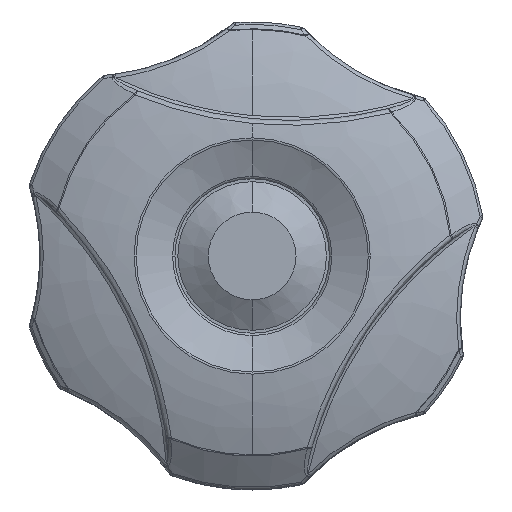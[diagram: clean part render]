
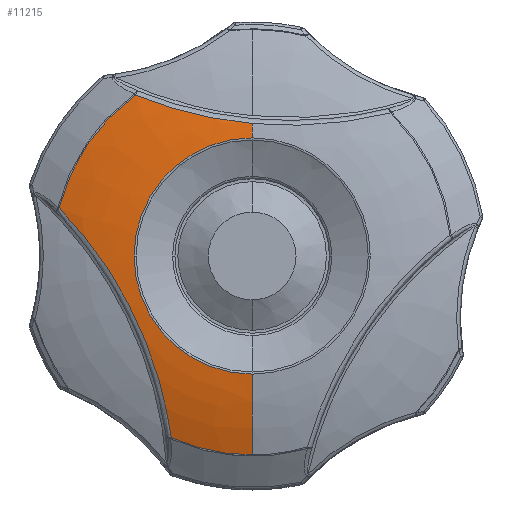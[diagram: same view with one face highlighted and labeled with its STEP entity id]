
A CAD part, left-side view. The second image highlights one B-rep face of the part: STEP entity #11215.
In plain terms, the highlighted toroidal (fillet/blend) face has major radius 6.511 mm and minor radius 30.6 mm.
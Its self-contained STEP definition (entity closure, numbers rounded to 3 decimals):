
#346 = DIRECTION ( 'NONE',  ( 0., 0., 1. ) ) ;
#439 = CARTESIAN_POINT ( 'NONE',  ( 8.796, 0., -6.511 ) ) ;
#1028 = VERTEX_POINT ( 'NONE', #5952 ) ;
#1117 = EDGE_CURVE ( 'NONE', #4423, #16694, #16859, .T. ) ;
#1151 = CARTESIAN_POINT ( 'NONE',  ( -20.429, 8.417, 13.15 ) ) ;
#1280 = DIRECTION ( 'NONE',  ( 0., 0., 1. ) ) ;
#1636 = AXIS2_PLACEMENT_3D ( 'NONE', #16387, #12345, #3485 ) ;
#2150 = EDGE_CURVE ( 'NONE', #2809, #18222, #13372, .T. ) ;
#2277 = AXIS2_PLACEMENT_3D ( 'NONE', #3352, #13430, #6456 ) ;
#2304 = CARTESIAN_POINT ( 'NONE',  ( -21.259, 3.448, 11.803 ) ) ;
#2367 = DIRECTION ( 'NONE',  ( 1., 0., 0. ) ) ;
#2526 = AXIS2_PLACEMENT_3D ( 'NONE', #15280, #16776, #2367 ) ;
#2731 = CARTESIAN_POINT ( 'NONE',  ( -21.224, 8.369, -9.265 ) ) ;
#2809 = VERTEX_POINT ( 'NONE', #5881 ) ;
#2931 = CARTESIAN_POINT ( 'NONE',  ( -21.304, 8.676, -8.378 ) ) ;
#3005 = ORIENTED_EDGE ( 'NONE', *, *, #1117, .T. ) ;
#3352 = CARTESIAN_POINT ( 'NONE',  ( -21.593, 0., 0. ) ) ;
#3427 = CIRCLE ( 'NONE', #2526, 30.6 ) ;
#3485 = DIRECTION ( 'NONE',  ( 0., -1., 0. ) ) ;
#3586 = EDGE_CURVE ( 'NONE', #1028, #4423, #4042, .T. ) ;
#4042 = CIRCLE ( 'NONE', #10047, 17.001 ) ;
#4081 = EDGE_CURVE ( 'NONE', #5080, #10690, #3427, .T. ) ;
#4150 = CARTESIAN_POINT ( 'NONE',  ( -20.996, 7.831, -11.044 ) ) ;
#4331 = ORIENTED_EDGE ( 'NONE', *, *, #12785, .T. ) ;
#4343 = CARTESIAN_POINT ( 'NONE',  ( -21.405, 10.996, -3.279 ) ) ;
#4423 = VERTEX_POINT ( 'NONE', #14562 ) ;
#4651 = AXIS2_PLACEMENT_3D ( 'NONE', #439, #7684, #346 ) ;
#4740 = EDGE_CURVE ( 'NONE', #5080, #1028, #16538, .T. ) ;
#4876 = DIRECTION ( 'NONE',  ( 0., 0., -1. ) ) ;
#5080 = VERTEX_POINT ( 'NONE', #16713 ) ;
#5335 = CARTESIAN_POINT ( 'NONE',  ( -20.943, 5.97, 12.391 ) ) ;
#5461 = AXIS2_PLACEMENT_3D ( 'NONE', #8414, #12927, #15853 ) ;
#5484 = CARTESIAN_POINT ( 'NONE',  ( -19.949, 6.914, -15.532 ) ) ;
#5760 = CARTESIAN_POINT ( 'NONE',  ( -21.43, 9.737, -5.77 ) ) ;
#5881 = CARTESIAN_POINT ( 'NONE',  ( -19.949, 0., -17.001 ) ) ;
#5952 = CARTESIAN_POINT ( 'NONE',  ( -19.949, 9.994, 13.753 ) ) ;
#6456 = DIRECTION ( 'NONE',  ( 0., -1., 0. ) ) ;
#6724 = CARTESIAN_POINT ( 'NONE',  ( -21.411, 0.863, 11.398 ) ) ;
#6775 = FACE_OUTER_BOUND ( 'NONE', #14621, .T. ) ;
#7684 = DIRECTION ( 'NONE',  ( 0., 1., 0. ) ) ;
#7879 = ORIENTED_EDGE ( 'NONE', *, *, #4081, .F. ) ;
#8058 = CARTESIAN_POINT ( 'NONE',  ( -21.174, 4.297, 11.98 ) ) ;
#8122 = ORIENTED_EDGE ( 'NONE', *, *, #15398, .F. ) ;
#8139 = CARTESIAN_POINT ( 'NONE',  ( -19.949, 6.914, -15.532 ) ) ;
#8254 = EDGE_CURVE ( 'NONE', #14093, #10690, #14129, .T. ) ;
#8414 = CARTESIAN_POINT ( 'NONE',  ( -21.593, 0., 0. ) ) ;
#8459 = ORIENTED_EDGE ( 'NONE', *, *, #4740, .T. ) ;
#8572 = CARTESIAN_POINT ( 'NONE',  ( -21.304, 11.942, -1.681 ) ) ;
#8613 = CIRCLE ( 'NONE', #2277, 10.093 ) ;
#8661 = CARTESIAN_POINT ( 'NONE',  ( -20.463, 7.203, -13.735 ) ) ;
#8672 = ORIENTED_EDGE ( 'NONE', *, *, #2150, .T. ) ;
#8717 = ORIENTED_EDGE ( 'NONE', *, *, #8254, .T. ) ;
#9371 = CARTESIAN_POINT ( 'NONE',  ( -21.593, 0., 10.093 ) ) ;
#9474 = CARTESIAN_POINT ( 'NONE',  ( -21.377, 1.728, 11.512 ) ) ;
#9785 = CARTESIAN_POINT ( 'NONE',  ( -20.229, 15.869, 3.464 ) ) ;
#10047 = AXIS2_PLACEMENT_3D ( 'NONE', #13092, #12318, #4876 ) ;
#10083 = CARTESIAN_POINT ( 'NONE',  ( -21.429, 10.555, -4.096 ) ) ;
#10690 = VERTEX_POINT ( 'NONE', #9371 ) ;
#11215 = ADVANCED_FACE ( 'NONE', ( #6775 ), #18122, .T. ) ;
#11494 = CARTESIAN_POINT ( 'NONE',  ( -20.997, 13.518, 0.62 ) ) ;
#12318 = DIRECTION ( 'NONE',  ( -1., 0., 0. ) ) ;
#12343 = CARTESIAN_POINT ( 'NONE',  ( -21.593, 0., -10.093 ) ) ;
#12345 = DIRECTION ( 'NONE',  ( 1., 0., 0. ) ) ;
#12389 = CARTESIAN_POINT ( 'NONE',  ( -20.208, 9.217, 13.441 ) ) ;
#12443 = AXIS2_PLACEMENT_3D ( 'NONE', #15618, #14198, #1280 ) ;
#12492 = CIRCLE ( 'NONE', #1636, 17.001 ) ;
#12615 = CARTESIAN_POINT ( 'NONE',  ( -19.949, 16.495, 4.114 ) ) ;
#12703 = CARTESIAN_POINT ( 'NONE',  ( -21.406, 9.361, -6.626 ) ) ;
#12785 = EDGE_CURVE ( 'NONE', #18222, #14093, #8613, .T. ) ;
#12927 = DIRECTION ( 'NONE',  ( 1., 0., 0. ) ) ;
#13092 = CARTESIAN_POINT ( 'NONE',  ( -19.949, 0., 0. ) ) ;
#13299 = CARTESIAN_POINT ( 'NONE',  ( -21.593, 10.093, 0. ) ) ;
#13372 = CIRCLE ( 'NONE', #4651, 30.6 ) ;
#13430 = DIRECTION ( 'NONE',  ( 1., 0., 0. ) ) ;
#14058 = CARTESIAN_POINT ( 'NONE',  ( -20.796, 6.794, 12.626 ) ) ;
#14093 = VERTEX_POINT ( 'NONE', #13299 ) ;
#14104 = CARTESIAN_POINT ( 'NONE',  ( -20.846, 7.598, -11.939 ) ) ;
#14129 = CIRCLE ( 'NONE', #5461, 10.093 ) ;
#14198 = DIRECTION ( 'NONE',  ( -1., 0., 0. ) ) ;
#14562 = CARTESIAN_POINT ( 'NONE',  ( -19.949, 16.495, 4.114 ) ) ;
#14621 = EDGE_LOOP ( 'NONE', ( #8122, #8672, #4331, #8717, #7879, #8459, #15031, #3005 ) ) ;
#15031 = ORIENTED_EDGE ( 'NONE', *, *, #3586, .T. ) ;
#15211 = CARTESIAN_POINT ( 'NONE',  ( -21.424, 0., 11.318 ) ) ;
#15280 = CARTESIAN_POINT ( 'NONE',  ( 8.796, 0., 6.511 ) ) ;
#15398 = EDGE_CURVE ( 'NONE', #2809, #16694, #12492, .T. ) ;
#15618 = CARTESIAN_POINT ( 'NONE',  ( 8.796, 0., 0. ) ) ;
#15624 = CARTESIAN_POINT ( 'NONE',  ( -20.846, 14.087, 1.364 ) ) ;
#15853 = DIRECTION ( 'NONE',  ( 0., -1., 0. ) ) ;
#16387 = CARTESIAN_POINT ( 'NONE',  ( -19.949, 0., 0. ) ) ;
#16538 = B_SPLINE_CURVE_WITH_KNOTS ( 'NONE', 3,
 ( #15211, #6724, #9474, #2304, #8058, #5335, #14058, #1151, #12389, #18101 ),
 .UNSPECIFIED., .F., .F.,
 ( 4, 2, 2, 2, 4 ),
 ( 0.012, 0.015, 0.017, 0.02, 0.023 ),
 .UNSPECIFIED. ) ;
#16694 = VERTEX_POINT ( 'NONE', #8139 ) ;
#16713 = CARTESIAN_POINT ( 'NONE',  ( -21.424, 0., 11.318 ) ) ;
#16776 = DIRECTION ( 'NONE',  ( 0., -1., 0. ) ) ;
#16859 = B_SPLINE_CURVE_WITH_KNOTS ( 'NONE', 3,
 ( #12615, #9785, #18545, #15624, #11494, #17233, #8572, #4343, #10083, #5760, #12703, #2931, #2731, #4150, #14104, #8661, #17039, #5484 ),
 .UNSPECIFIED., .F., .F.,
 ( 4, 2, 2, 2, 2, 2, 2, 2, 4 ),
 ( 0., 0.003, 0.006, 0.008, 0.011, 0.014, 0.017, 0.02, 0.023 ),
 .UNSPECIFIED. ) ;
#17039 = CARTESIAN_POINT ( 'NONE',  ( -20.228, 7.04, -14.638 ) ) ;
#17233 = CARTESIAN_POINT ( 'NONE',  ( -21.225, 12.446, -0.901 ) ) ;
#18101 = CARTESIAN_POINT ( 'NONE',  ( -19.949, 9.994, 13.753 ) ) ;
#18122 = TOROIDAL_SURFACE ( 'NONE', #12443, 6.511, 30.6 ) ;
#18222 = VERTEX_POINT ( 'NONE', #12343 ) ;
#18545 = CARTESIAN_POINT ( 'NONE',  ( -20.462, 15.261, 2.784 ) ) ;
